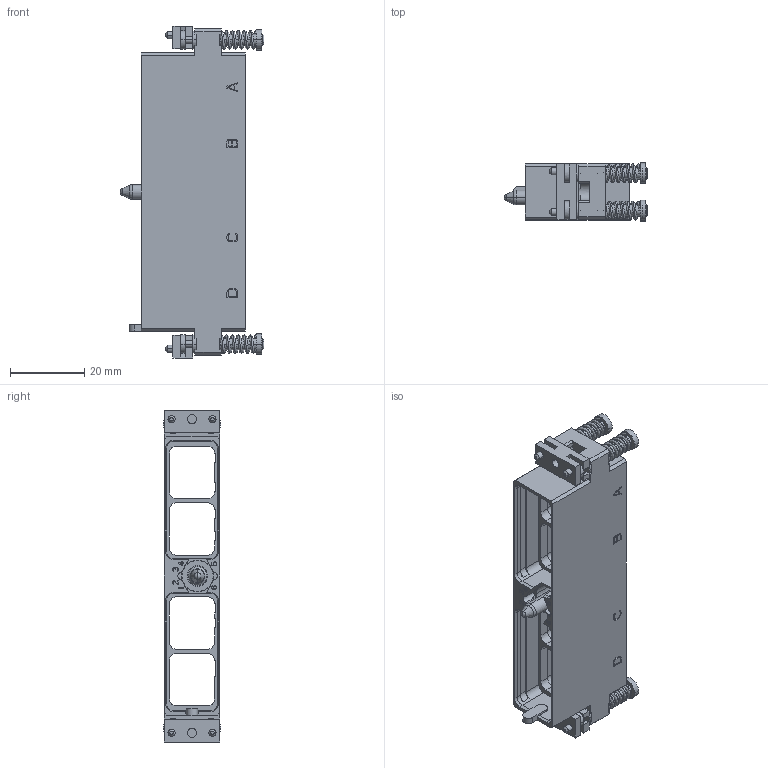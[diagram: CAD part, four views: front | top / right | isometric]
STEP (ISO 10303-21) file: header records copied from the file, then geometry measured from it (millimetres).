
FILE_DESCRIPTION((''),'2;1');
FILE_NAME('SIM2N89V','2019-09-10T',('presta_be4'),(''),'PRO/ENGINEER BY PARAMETRIC TECHNOLOGY CORPORATION, 2014310','PRO/ENGINEER BY PARAMETRIC TECHNOLOGY CORPORATION, 2014310','');
FILE_SCHEMA(('CONFIG_CONTROL_DESIGN'));
Length unit declared in the file: millimetre
Products named in the file (1): SIM2N89V
Bounding box: 38.74 x 15.5 x 89.5 mm (x, y, z)
Volume: 10212.7 mm3; surface area: 16443.4 mm2
Topology: 1 solids, 1 shells, 1116 faces, 3100 edges, 1997 vertices
Faces by surface type: plane 765, cylinder 277, cone 54, bspline 16, sphere 4
Entity records: 48611 total; most frequent: CARTESIAN_POINT 19481, ORIENTED_EDGE 6196, DIRECTION 5974, EDGE_CURVE 3098, VECTOR 2232, LINE 2232, VERTEX_POINT 1999, AXIS2_PLACEMENT_3D 1871
